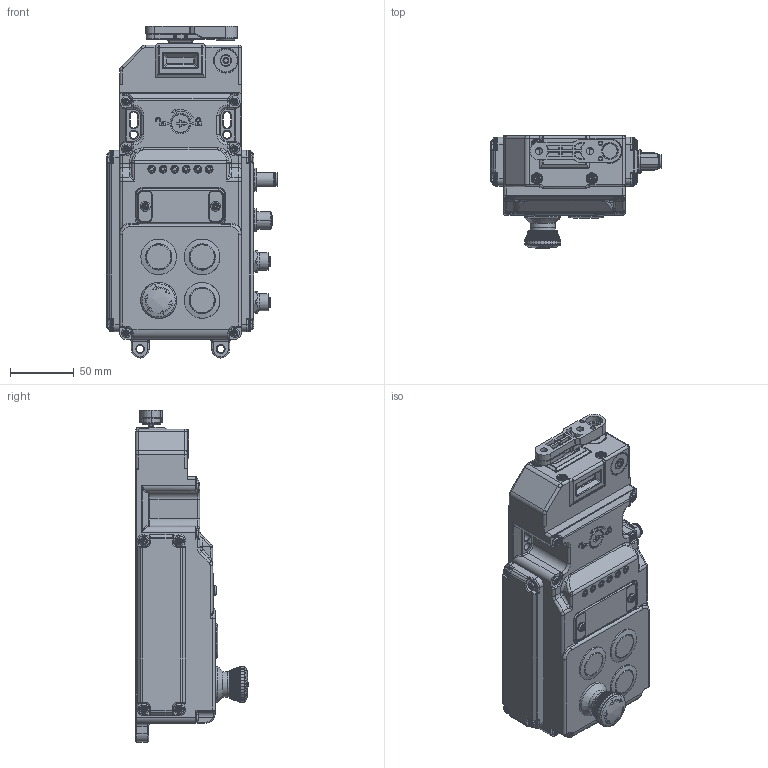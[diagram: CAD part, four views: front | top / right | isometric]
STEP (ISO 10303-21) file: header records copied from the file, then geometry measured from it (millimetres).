
FILE_DESCRIPTION (( 'STEP AP214' ), '1' );
FILE_NAME ('UGB-NET-528101.STEP', '2025-07-01T16:30:55', ( '' ), ( '' ), 'SwSTEP 2.0', 'SolidWorks 2024', '' );
FILE_SCHEMA (( 'AUTOMOTIVE_DESIGN' ));
Length unit declared in the file: millimetre
Products named in the file (1): UGB-NET-528101
Bounding box: 133.1 x 87.76 x 259.5 mm (x, y, z)
Volume: 1292893 mm3; surface area: 121998.8 mm2
Topology: 7 solids, 29 shells, 4287 faces, 10428 edges, 6265 vertices
Faces by surface type: cylinder 1630, plane 1254, torus 768, cone 422, bspline 150, sphere 63
Full cylindrical faces by diameter (mm): 2.5 x5, 3.4 x3, 5 x6, 11.8 x1, 14.5 x1, 15 x1, 18.5 x1, 18.8 x1, 19.65 x1, 19.85 x1, 20.05 x1, 27.9 x3, 28 x1
Entity records: 137621 total; most frequent: CARTESIAN_POINT 37308, DIRECTION 22600, ORIENTED_EDGE 20506, EDGE_CURVE 10253, AXIS2_PLACEMENT_3D 9484, VERTEX_POINT 6247, CIRCLE 5346, EDGE_LOOP 4596
